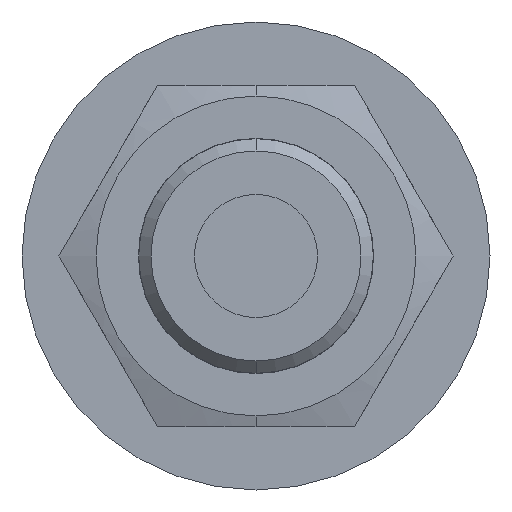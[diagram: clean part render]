
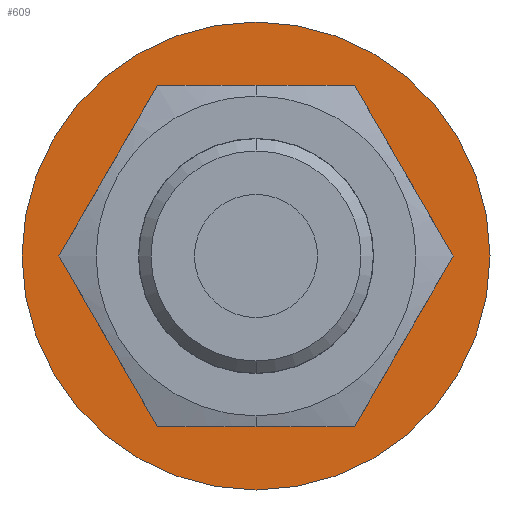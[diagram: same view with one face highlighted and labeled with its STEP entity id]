
A CAD part, front view. The second image highlights one B-rep face of the part: STEP entity #609.
In plain terms, the highlighted planar face has unit normal (0, -1, 0).
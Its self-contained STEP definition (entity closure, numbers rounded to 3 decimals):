
#155 = ORIENTED_EDGE ( 'NONE', *, *, #1007, .T. ) ;
#180 = DIRECTION ( 'NONE',  ( 0., 1., 0. ) ) ;
#187 = ORIENTED_EDGE ( 'NONE', *, *, #2201, .T. ) ;
#188 = PLANE ( 'NONE',  #2289 ) ;
#270 = DIRECTION ( 'NONE',  ( 0., 0., 1. ) ) ;
#405 = EDGE_LOOP ( 'NONE', ( #1528, #1771 ) ) ;
#522 = VERTEX_POINT ( 'NONE', #1452 ) ;
#609 = ADVANCED_FACE ( 'NONE', ( #2135, #1397 ), #188, .F. ) ;
#722 = AXIS2_PLACEMENT_3D ( 'NONE', #1224, #813, #1015 ) ;
#728 = CIRCLE ( 'NONE', #1169, 19. ) ;
#786 = CARTESIAN_POINT ( 'NONE',  ( 0., -6., -10.5 ) ) ;
#813 = DIRECTION ( 'NONE',  ( 0., 1., 0. ) ) ;
#845 = CARTESIAN_POINT ( 'NONE',  ( 0., -6., 0. ) ) ;
#858 = EDGE_CURVE ( 'NONE', #904, #1136, #728, .T. ) ;
#904 = VERTEX_POINT ( 'NONE', #975 ) ;
#975 = CARTESIAN_POINT ( 'NONE',  ( 0., -6., -19. ) ) ;
#1007 = EDGE_CURVE ( 'NONE', #2385, #522, #1820, .T. ) ;
#1015 = DIRECTION ( 'NONE',  ( 0., 0., 1. ) ) ;
#1074 = EDGE_CURVE ( 'NONE', #1136, #904, #1900, .T. ) ;
#1136 = VERTEX_POINT ( 'NONE', #1642 ) ;
#1169 = AXIS2_PLACEMENT_3D ( 'NONE', #1327, #1657, #2437 ) ;
#1224 = CARTESIAN_POINT ( 'NONE',  ( 0., -6., 0. ) ) ;
#1327 = CARTESIAN_POINT ( 'NONE',  ( 0., -6., 0. ) ) ;
#1397 = FACE_BOUND ( 'NONE', #1520, .T. ) ;
#1452 = CARTESIAN_POINT ( 'NONE',  ( 0., -6., 10.5 ) ) ;
#1520 = EDGE_LOOP ( 'NONE', ( #155, #187 ) ) ;
#1528 = ORIENTED_EDGE ( 'NONE', *, *, #858, .F. ) ;
#1530 = DIRECTION ( 'NONE',  ( 0., 1., 0. ) ) ;
#1642 = CARTESIAN_POINT ( 'NONE',  ( 0., -6., 19. ) ) ;
#1657 = DIRECTION ( 'NONE',  ( 0., 1., 0. ) ) ;
#1696 = AXIS2_PLACEMENT_3D ( 'NONE', #1919, #180, #1712 ) ;
#1712 = DIRECTION ( 'NONE',  ( 0., 0., 1. ) ) ;
#1771 = ORIENTED_EDGE ( 'NONE', *, *, #1074, .F. ) ;
#1779 = DIRECTION ( 'NONE',  ( 0., 1., 0. ) ) ;
#1820 = CIRCLE ( 'NONE', #1696, 10.5 ) ;
#1900 = CIRCLE ( 'NONE', #722, 19. ) ;
#1919 = CARTESIAN_POINT ( 'NONE',  ( 0., -6., 0. ) ) ;
#1949 = CIRCLE ( 'NONE', #2080, 10.5 ) ;
#2080 = AXIS2_PLACEMENT_3D ( 'NONE', #845, #1779, #270 ) ;
#2135 = FACE_OUTER_BOUND ( 'NONE', #405, .T. ) ;
#2201 = EDGE_CURVE ( 'NONE', #522, #2385, #1949, .T. ) ;
#2289 = AXIS2_PLACEMENT_3D ( 'NONE', #2350, #1530, #2340 ) ;
#2340 = DIRECTION ( 'NONE',  ( 0., 0., 1. ) ) ;
#2350 = CARTESIAN_POINT ( 'NONE',  ( 0., -6., 0. ) ) ;
#2385 = VERTEX_POINT ( 'NONE', #786 ) ;
#2437 = DIRECTION ( 'NONE',  ( 0., 0., 1. ) ) ;
